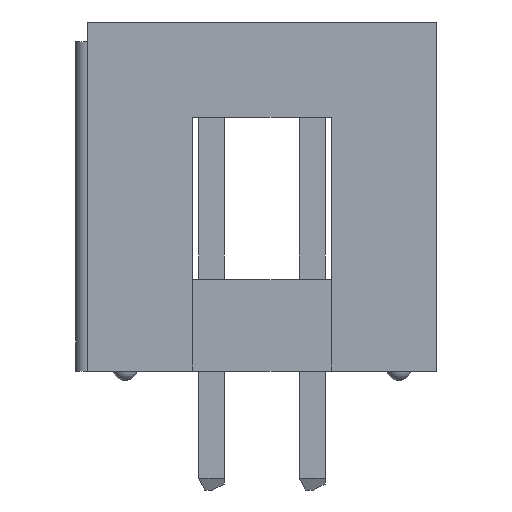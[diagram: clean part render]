
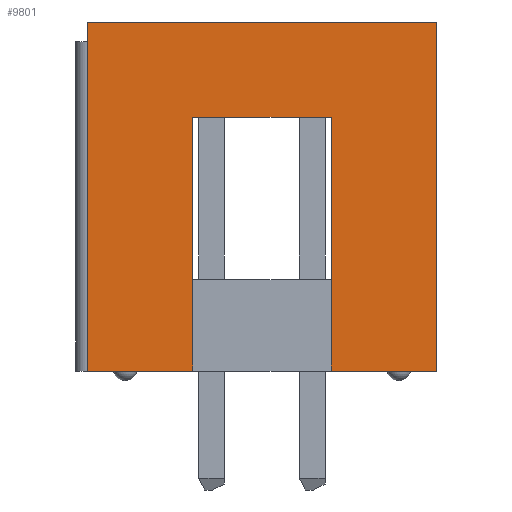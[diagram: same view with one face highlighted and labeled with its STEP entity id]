
A CAD part, left-side view. The second image highlights one B-rep face of the part: STEP entity #9801.
In plain terms, the highlighted planar face has unit normal (-1, 0, 0).
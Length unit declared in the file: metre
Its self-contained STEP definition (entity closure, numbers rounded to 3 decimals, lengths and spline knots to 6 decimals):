
#2609=ORIENTED_EDGE('',*,*,#4009,.T.);
#2610=ORIENTED_EDGE('',*,*,#4010,.T.);
#2611=ORIENTED_EDGE('',*,*,#3955,.T.);
#2612=ORIENTED_EDGE('',*,*,#3976,.F.);
#2613=ORIENTED_EDGE('',*,*,#3982,.F.);
#2614=ORIENTED_EDGE('',*,*,#4005,.T.);
#2615=ORIENTED_EDGE('',*,*,#3959,.T.);
#2616=ORIENTED_EDGE('',*,*,#4011,.F.);
#3955=EDGE_CURVE('',#4784,#4783,#6050,.T.);
#3959=EDGE_CURVE('',#4788,#4787,#6054,.T.);
#3976=EDGE_CURVE('',#4803,#4783,#6068,.T.);
#3982=EDGE_CURVE('',#4807,#4803,#6074,.T.);
#4005=EDGE_CURVE('',#4807,#4788,#6097,.T.);
#4009=EDGE_CURVE('',#4824,#4825,#6101,.T.);
#4010=EDGE_CURVE('',#4825,#4784,#6102,.T.);
#4011=EDGE_CURVE('',#4824,#4787,#6103,.T.);
#4783=VERTEX_POINT('',#16116);
#4784=VERTEX_POINT('',#16118);
#4787=VERTEX_POINT('',#16124);
#4788=VERTEX_POINT('',#16126);
#4803=VERTEX_POINT('',#16159);
#4807=VERTEX_POINT('',#16170);
#4824=VERTEX_POINT('',#16219);
#4825=VERTEX_POINT('',#16220);
#6050=LINE('',#16117,#7347);
#6054=LINE('',#16125,#7351);
#6068=LINE('',#16160,#7365);
#6074=LINE('',#16171,#7371);
#6097=LINE('',#16211,#7394);
#6101=LINE('',#16218,#7398);
#6102=LINE('',#16221,#7399);
#6103=LINE('',#16222,#7400);
#7347=VECTOR('',#13378,1.);
#7351=VECTOR('',#13382,1.);
#7365=VECTOR('',#13406,1.);
#7371=VECTOR('',#13414,1.);
#7394=VECTOR('',#13443,1.);
#7398=VECTOR('',#13449,1.);
#7399=VECTOR('',#13450,1.);
#7400=VECTOR('',#13451,1.);
#8001=EDGE_LOOP('',(#2609,#2610,#2611,#2612,#2613,#2614,#2615,#2616));
#8608=FACE_BOUND('',#8001,.T.);
#9209=PLANE('',#10905);
#9801=ADVANCED_FACE('',(#8608),#9209,.F.);
#10905=AXIS2_PLACEMENT_3D('',#16217,#13447,#13448);
#13378=DIRECTION('',(0.,-1.,0.));
#13382=DIRECTION('',(0.,-1.,0.));
#13406=DIRECTION('',(0.,0.,-1.));
#13414=DIRECTION('',(0.,-1.,0.));
#13443=DIRECTION('',(0.,0.,-1.));
#13447=DIRECTION('',(1.,0.,0.));
#13448=DIRECTION('',(0.,0.,-1.));
#13449=DIRECTION('',(0.,-1.,0.));
#13450=DIRECTION('',(0.,0.,-1.));
#13451=DIRECTION('',(0.,0.,-1.));
#16116=CARTESIAN_POINT('',(-0.0292,-0.0044,0.));
#16117=CARTESIAN_POINT('',(-0.0292,0.,0.));
#16118=CARTESIAN_POINT('',(-0.0292,-0.00175,0.));
#16124=CARTESIAN_POINT('',(-0.0292,0.00175,0.));
#16125=CARTESIAN_POINT('',(-0.0292,0.,0.));
#16126=CARTESIAN_POINT('',(-0.0292,0.0044,0.));
#16159=CARTESIAN_POINT('',(-0.0292,-0.0044,0.0088));
#16160=CARTESIAN_POINT('',(-0.0292,-0.0044,0.0088));
#16170=CARTESIAN_POINT('',(-0.0292,0.0044,0.0088));
#16171=CARTESIAN_POINT('',(-0.0292,0.,0.0088));
#16211=CARTESIAN_POINT('',(-0.0292,0.0044,0.0088));
#16217=CARTESIAN_POINT('',(-0.0292,0.,0.0088));
#16218=CARTESIAN_POINT('',(-0.0292,0.,0.0064));
#16219=CARTESIAN_POINT('',(-0.0292,0.00175,0.0064));
#16220=CARTESIAN_POINT('',(-0.0292,-0.00175,0.0064));
#16221=CARTESIAN_POINT('',(-0.0292,-0.00175,0.0064));
#16222=CARTESIAN_POINT('',(-0.0292,0.00175,0.0064));
